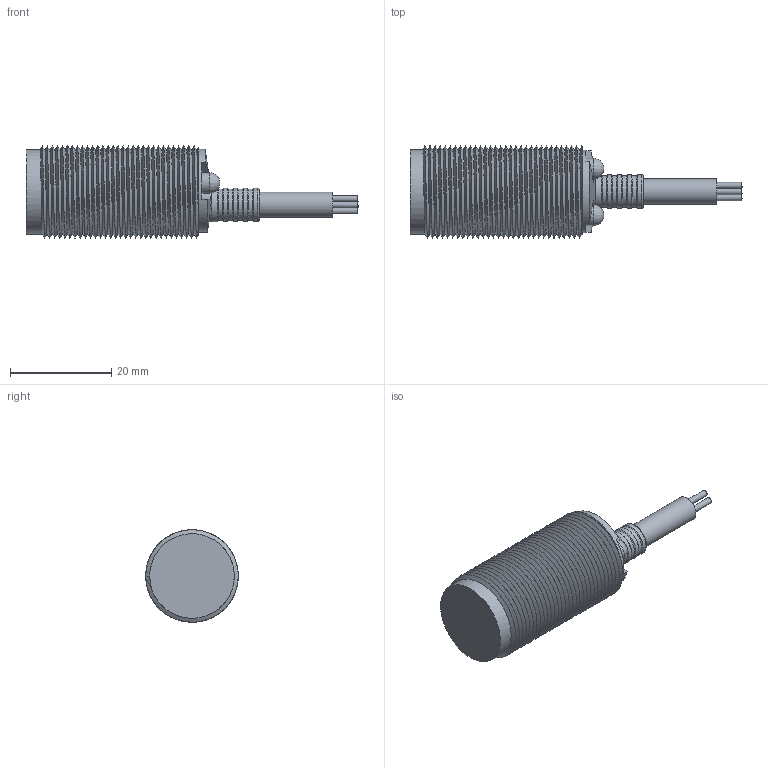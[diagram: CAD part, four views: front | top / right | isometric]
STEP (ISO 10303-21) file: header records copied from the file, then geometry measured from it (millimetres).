
FILE_DESCRIPTION( ('This file contains a STEP AP42 implementation' ,'as created by ZW3D STEP Interface translator.') ,'2;1' );
FILE_NAME( 'FCS1-1805X-X4SX.stp' ,'20 6 5.152445', (''), ('ZWCAD Software Co.'), 'Version 1.0', 'ZW3D to STEP translator', '' );
FILE_SCHEMA(('AUTOMOTIVE_DESIGN'));
Length unit declared in the file: millimetre
Products named in the file (2): 0; FCS1-1805X-X4SX
Bounding box: 65.61 x 18.26 x 18.26 mm (x, y, z)
Volume: 9057.5 mm3; surface area: 4578.6 mm2
Topology: 1 solids, 1 shells, 89 faces, 214 edges, 135 vertices
Faces by surface type: bspline 89
Entity records: 5317 total; most frequent: CARTESIAN_POINT 4020, ORIENTED_EDGE 428, EDGE_CURVE 214, VERTEX_POINT 135, EDGE_LOOP 97, B_SPLINE_CURVE_WITH_KNOTS 93, FACE_OUTER_BOUND 89, ADVANCED_FACE 89
